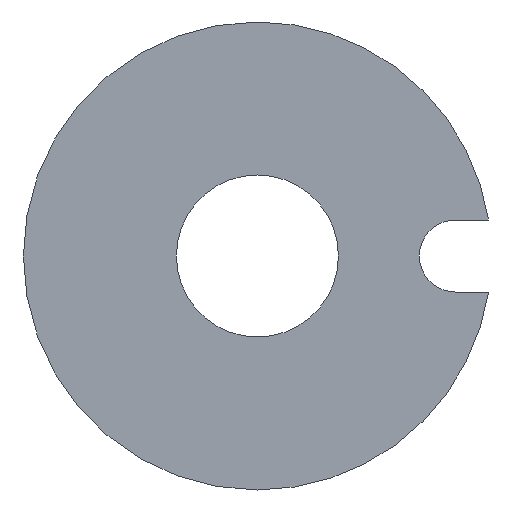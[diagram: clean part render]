
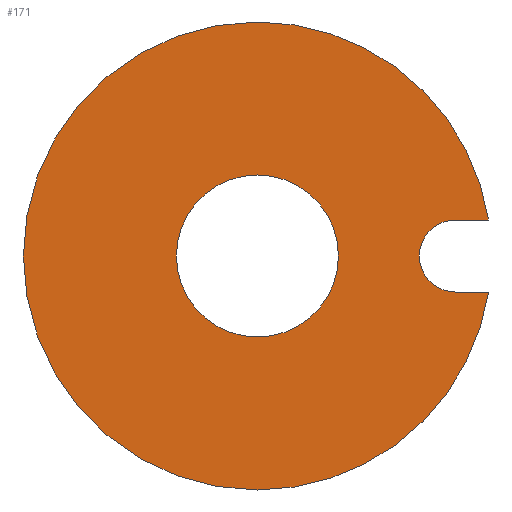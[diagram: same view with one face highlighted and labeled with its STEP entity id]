
A CAD part, left-side view. The second image highlights one B-rep face of the part: STEP entity #171.
In plain terms, the highlighted planar face has unit normal (-1, 0, 0).
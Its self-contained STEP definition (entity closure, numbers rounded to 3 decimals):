
#10 = EDGE_CURVE ( 'NONE', #254, #319, #154, .T. ) ;
#19 = CARTESIAN_POINT ( 'NONE',  ( 0., -11., -2. ) ) ;
#20 = CARTESIAN_POINT ( 'NONE',  ( 0., -11., 0. ) ) ;
#22 = DIRECTION ( 'NONE',  ( 0., -1., 0. ) ) ;
#30 = LINE ( 'NONE', #51, #472 ) ;
#33 = CARTESIAN_POINT ( 'NONE',  ( 0., -12.845, 2. ) ) ;
#35 = EDGE_CURVE ( 'NONE', #111, #254, #30, .T. ) ;
#38 = DIRECTION ( 'NONE',  ( -1., 0., 0. ) ) ;
#51 = CARTESIAN_POINT ( 'NONE',  ( 0., -11., 2. ) ) ;
#60 = CIRCLE ( 'NONE', #106, 4.5 ) ;
#64 = CARTESIAN_POINT ( 'NONE',  ( 0., -11., -2. ) ) ;
#78 = DIRECTION ( 'NONE',  ( 0., 0., 1. ) ) ;
#83 = AXIS2_PLACEMENT_3D ( 'NONE', #479, #348, #198 ) ;
#88 = AXIS2_PLACEMENT_3D ( 'NONE', #230, #473, #78 ) ;
#106 = AXIS2_PLACEMENT_3D ( 'NONE', #199, #345, #436 ) ;
#111 = VERTEX_POINT ( 'NONE', #373 ) ;
#114 = CARTESIAN_POINT ( 'NONE',  ( 0., 0., -13. ) ) ;
#127 = DIRECTION ( 'NONE',  ( 0., -1., 0. ) ) ;
#130 = ORIENTED_EDGE ( 'NONE', *, *, #325, .F. ) ;
#134 = EDGE_CURVE ( 'NONE', #111, #166, #279, .T. ) ;
#135 = VERTEX_POINT ( 'NONE', #418 ) ;
#136 = DIRECTION ( 'NONE',  ( 1., 0., 0. ) ) ;
#152 = EDGE_CURVE ( 'NONE', #166, #248, #483, .T. ) ;
#154 = CIRCLE ( 'NONE', #397, 13. ) ;
#161 = EDGE_LOOP ( 'NONE', ( #493, #130 ) ) ;
#166 = VERTEX_POINT ( 'NONE', #64 ) ;
#171 = ADVANCED_FACE ( 'NONE', ( #242, #388 ), #331, .F. ) ;
#189 = CIRCLE ( 'NONE', #88, 4.5 ) ;
#198 = DIRECTION ( 'NONE',  ( 0., 0., 1. ) ) ;
#199 = CARTESIAN_POINT ( 'NONE',  ( 0., 0., 0. ) ) ;
#209 = DIRECTION ( 'NONE',  ( -1., 0., 0. ) ) ;
#230 = CARTESIAN_POINT ( 'NONE',  ( 0., 0., 0. ) ) ;
#231 = ORIENTED_EDGE ( 'NONE', *, *, #10, .T. ) ;
#234 = ORIENTED_EDGE ( 'NONE', *, *, #35, .T. ) ;
#236 = VERTEX_POINT ( 'NONE', #260 ) ;
#242 = FACE_BOUND ( 'NONE', #161, .T. ) ;
#248 = VERTEX_POINT ( 'NONE', #258 ) ;
#254 = VERTEX_POINT ( 'NONE', #33 ) ;
#258 = CARTESIAN_POINT ( 'NONE',  ( 0., -12.845, -2. ) ) ;
#260 = CARTESIAN_POINT ( 'NONE',  ( 0., 0., -4.5 ) ) ;
#264 = VECTOR ( 'NONE', #22, 1000. ) ;
#268 = ORIENTED_EDGE ( 'NONE', *, *, #134, .F. ) ;
#271 = AXIS2_PLACEMENT_3D ( 'NONE', #309, #38, #475 ) ;
#279 = CIRCLE ( 'NONE', #421, 2. ) ;
#286 = DIRECTION ( 'NONE',  ( 0., 0., 1. ) ) ;
#305 = EDGE_LOOP ( 'NONE', ( #234, #231, #511, #403, #364, #268 ) ) ;
#309 = CARTESIAN_POINT ( 'NONE',  ( 0., 0., 0. ) ) ;
#319 = VERTEX_POINT ( 'NONE', #380 ) ;
#324 = DIRECTION ( 'NONE',  ( -1., 0., 0. ) ) ;
#325 = EDGE_CURVE ( 'NONE', #236, #135, #189, .T. ) ;
#328 = DIRECTION ( 'NONE',  ( 0., 0., 1. ) ) ;
#331 = PLANE ( 'NONE',  #503 ) ;
#332 = EDGE_CURVE ( 'NONE', #429, #248, #515, .T. ) ;
#344 = EDGE_CURVE ( 'NONE', #135, #236, #60, .T. ) ;
#345 = DIRECTION ( 'NONE',  ( -1., 0., 0. ) ) ;
#348 = DIRECTION ( 'NONE',  ( -1., 0., 0. ) ) ;
#364 = ORIENTED_EDGE ( 'NONE', *, *, #152, .F. ) ;
#366 = EDGE_CURVE ( 'NONE', #319, #429, #408, .T. ) ;
#369 = CARTESIAN_POINT ( 'NONE',  ( 0., 0., 0. ) ) ;
#373 = CARTESIAN_POINT ( 'NONE',  ( 0., -11., 2. ) ) ;
#378 = CARTESIAN_POINT ( 'NONE',  ( 0., 13., 0. ) ) ;
#380 = CARTESIAN_POINT ( 'NONE',  ( 0., 0., 13. ) ) ;
#388 = FACE_OUTER_BOUND ( 'NONE', #305, .T. ) ;
#397 = AXIS2_PLACEMENT_3D ( 'NONE', #369, #209, #286 ) ;
#403 = ORIENTED_EDGE ( 'NONE', *, *, #332, .T. ) ;
#408 = CIRCLE ( 'NONE', #271, 13. ) ;
#418 = CARTESIAN_POINT ( 'NONE',  ( 0., 0., 4.5 ) ) ;
#421 = AXIS2_PLACEMENT_3D ( 'NONE', #20, #324, #328 ) ;
#429 = VERTEX_POINT ( 'NONE', #114 ) ;
#436 = DIRECTION ( 'NONE',  ( 0., 0., 1. ) ) ;
#453 = DIRECTION ( 'NONE',  ( 0., 0., -1. ) ) ;
#472 = VECTOR ( 'NONE', #127, 1000. ) ;
#473 = DIRECTION ( 'NONE',  ( -1., 0., 0. ) ) ;
#475 = DIRECTION ( 'NONE',  ( 0., 0., 1. ) ) ;
#479 = CARTESIAN_POINT ( 'NONE',  ( 0., 0., 0. ) ) ;
#483 = LINE ( 'NONE', #19, #264 ) ;
#493 = ORIENTED_EDGE ( 'NONE', *, *, #344, .F. ) ;
#503 = AXIS2_PLACEMENT_3D ( 'NONE', #378, #136, #453 ) ;
#511 = ORIENTED_EDGE ( 'NONE', *, *, #366, .T. ) ;
#515 = CIRCLE ( 'NONE', #83, 13. ) ;
